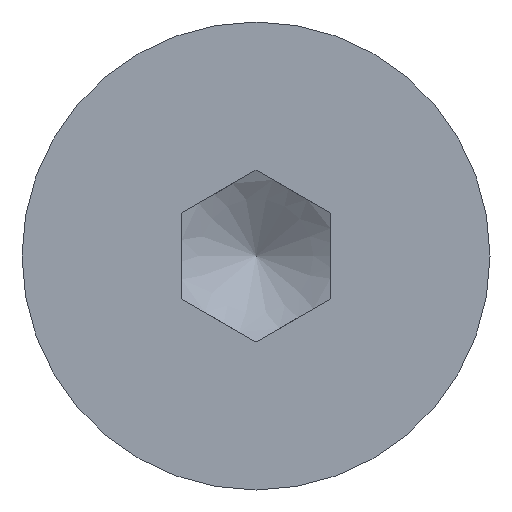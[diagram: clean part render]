
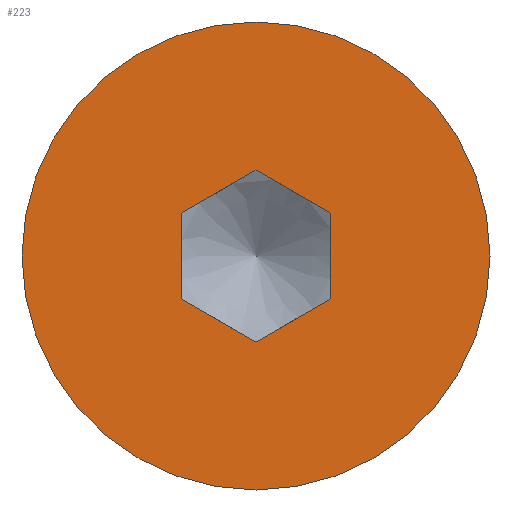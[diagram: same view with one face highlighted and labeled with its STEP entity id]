
A CAD part, left-side view. The second image highlights one B-rep face of the part: STEP entity #223.
In plain terms, the highlighted planar face has unit normal (-1, 0, 0).
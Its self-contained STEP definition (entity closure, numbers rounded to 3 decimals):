
#15=FACE_BOUND('',#57,.T.);
#30=PLANE('',#263);
#43=FACE_OUTER_BOUND('',#56,.T.);
#56=EDGE_LOOP('',(#195));
#57=EDGE_LOOP('',(#196,#197,#198,#199,#200,#201));
#63=LINE('',#348,#80);
#66=LINE('',#361,#83);
#68=LINE('',#369,#85);
#70=LINE('',#377,#87);
#71=LINE('',#384,#88);
#73=LINE('',#390,#90);
#80=VECTOR('',#289,10.);
#83=VECTOR('',#294,10.);
#85=VECTOR('',#298,10.);
#87=VECTOR('',#302,10.);
#88=VECTOR('',#305,10.);
#90=VECTOR('',#309,10.);
#98=CIRCLE('',#264,4.715);
#106=VERTEX_POINT('',#345);
#107=VERTEX_POINT('',#347);
#110=VERTEX_POINT('',#359);
#112=VERTEX_POINT('',#367);
#114=VERTEX_POINT('',#375);
#116=VERTEX_POINT('',#383);
#118=VERTEX_POINT('',#395);
#128=EDGE_CURVE('',#107,#106,#63,.T.);
#133=EDGE_CURVE('',#106,#110,#66,.T.);
#136=EDGE_CURVE('',#110,#112,#68,.T.);
#139=EDGE_CURVE('',#112,#114,#70,.T.);
#141=EDGE_CURVE('',#116,#107,#71,.T.);
#144=EDGE_CURVE('',#114,#116,#73,.T.);
#146=EDGE_CURVE('',#118,#118,#98,.T.);
#195=ORIENTED_EDGE('',*,*,#146,.F.);
#196=ORIENTED_EDGE('',*,*,#139,.T.);
#197=ORIENTED_EDGE('',*,*,#144,.T.);
#198=ORIENTED_EDGE('',*,*,#141,.T.);
#199=ORIENTED_EDGE('',*,*,#128,.T.);
#200=ORIENTED_EDGE('',*,*,#133,.T.);
#201=ORIENTED_EDGE('',*,*,#136,.T.);
#223=ADVANCED_FACE('',(#43,#15),#30,.T.);
#263=AXIS2_PLACEMENT_3D('',#394,#313,#314);
#264=AXIS2_PLACEMENT_3D('',#396,#315,#316);
#289=DIRECTION('',(0.,0.,-1.));
#294=DIRECTION('',(0.,0.866,-0.5));
#298=DIRECTION('',(0.,0.866,0.5));
#302=DIRECTION('',(0.,0.,1.));
#305=DIRECTION('',(0.,-0.866,-0.5));
#309=DIRECTION('',(0.,-0.866,0.5));
#313=DIRECTION('center_axis',(-1.,0.,0.));
#314=DIRECTION('ref_axis',(0.,0.,1.));
#315=DIRECTION('center_axis',(1.,0.,0.));
#316=DIRECTION('ref_axis',(0.,1.,0.));
#345=CARTESIAN_POINT('',(0.,-1.5,-0.866));
#347=CARTESIAN_POINT('',(0.,-1.5,0.866));
#348=CARTESIAN_POINT('',(0.,-1.5,-0.392));
#359=CARTESIAN_POINT('',(0.,0.,-1.732));
#361=CARTESIAN_POINT('',(0.,-0.362,-1.523));
#367=CARTESIAN_POINT('',(0.,1.5,-0.866));
#369=CARTESIAN_POINT('',(0.,1.174,-1.054));
#375=CARTESIAN_POINT('',(0.,1.5,0.866));
#377=CARTESIAN_POINT('',(0.,1.5,0.474));
#383=CARTESIAN_POINT('',(0.,0.,1.732));
#384=CARTESIAN_POINT('',(0.,-1.076,1.111));
#390=CARTESIAN_POINT('',(0.,0.388,1.508));
#394=CARTESIAN_POINT('Origin',(0.,3.224,0.));
#395=CARTESIAN_POINT('',(0.,-4.715,0.));
#396=CARTESIAN_POINT('Origin',(0.,0.,0.));
